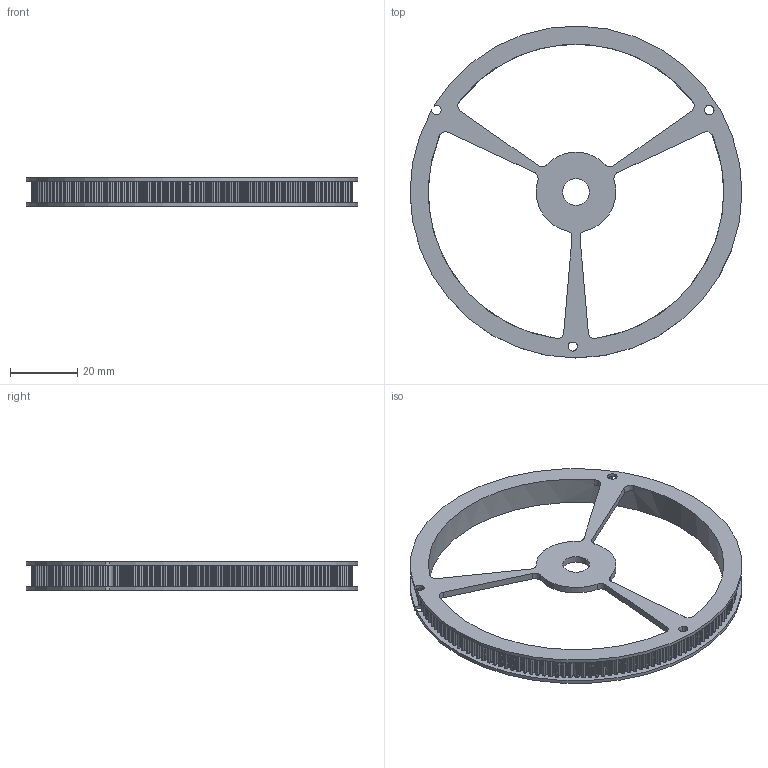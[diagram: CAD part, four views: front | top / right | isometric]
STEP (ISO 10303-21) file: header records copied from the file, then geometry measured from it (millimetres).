
FILE_DESCRIPTION(/* description */ (''),/* implementation_level */ '2;1');
FILE_NAME(/* name */ '30_Cube_Insert_Filter_Revolver_Wheel_Lid_v3.ipt.step',/* time_stamp */ '2022-11-29T08:17:15+01:00',/* author */ ('diederichbenedict'),/* organization */ (''),/* preprocessor_version */ 'ST-DEVELOPER v18.1',/* originating_system */ 'Autodesk Inventor 2022',/* authorisation */ '');
FILE_SCHEMA (('AUTOMOTIVE_DESIGN { 1 0 10303 214 3 1 1 }'));
Length unit declared in the file: millimetre
Products named in the file (1): 30_Cube_Insert_Filter_Revolver_Wheel_Lid_v3
Bounding box: 99 x 98.99 x 8.5 mm (x, y, z)
Volume: 11226.5 mm3; surface area: 12926.3 mm2
Topology: 1 solids, 1 shells, 1229 faces, 3696 edges, 2464 vertices
Faces by surface type: cylinder 770, plane 459
Full cylindrical faces by diameter (mm): 2.8 x2, 8 x1, 88.149 x1
Entity records: 42269 total; most frequent: DIRECTION 7718, ORIENTED_EDGE 7392, CARTESIAN_POINT 7390, EDGE_CURVE 3696, AXIS2_PLACEMENT_3D 2792, VERTEX_POINT 2464, LINE 2134, VECTOR 2134
